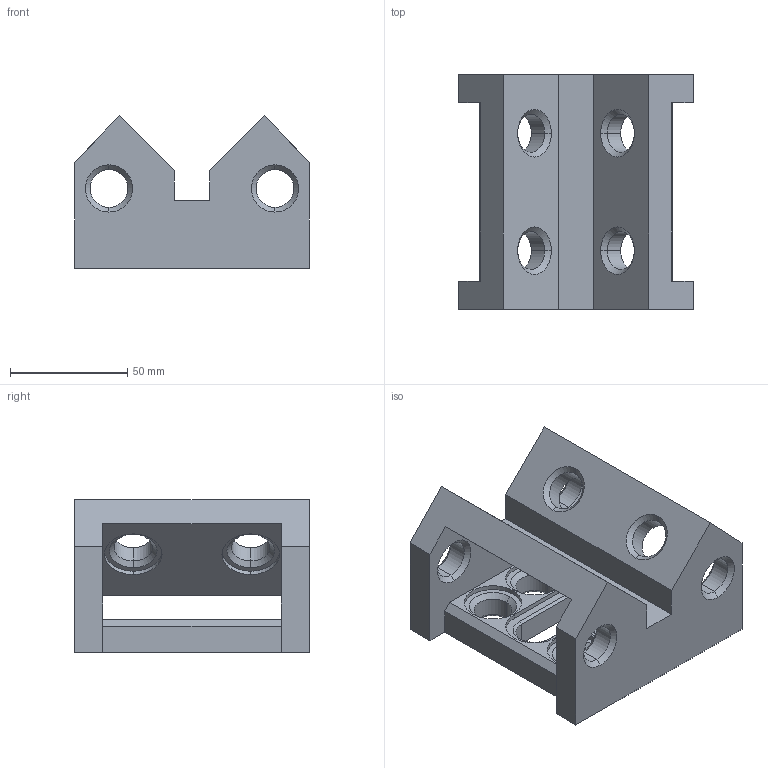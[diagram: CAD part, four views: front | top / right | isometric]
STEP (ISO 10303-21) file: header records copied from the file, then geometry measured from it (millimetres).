
FILE_DESCRIPTION (( 'STEP AP203' ), '1' );
FILE_NAME ('160190.STP', '2013-10-31T09:23:01', ( 'User' ), ( '' ), 'SwSTEP 2.0', 'SolidWorks 2013', '' );
FILE_SCHEMA (( 'CONFIG_CONTROL_DESIGN' ));
Length unit declared in the file: millimetre
Products named in the file (1): 160190
Bounding box: 100 x 100 x 65 mm (x, y, z)
Volume: 235201 mm3; surface area: 59334.8 mm2
Topology: 1 solids, 1 shells, 159 faces, 379 edges, 231 vertices
Faces by surface type: cone 62, cylinder 54, plane 43
Entity records: 4725 total; most frequent: DIRECTION 870, CARTESIAN_POINT 770, ORIENTED_EDGE 758, EDGE_CURVE 379, AXIS2_PLACEMENT_3D 331, VERTEX_POINT 231, VECTOR 208, LINE 208
